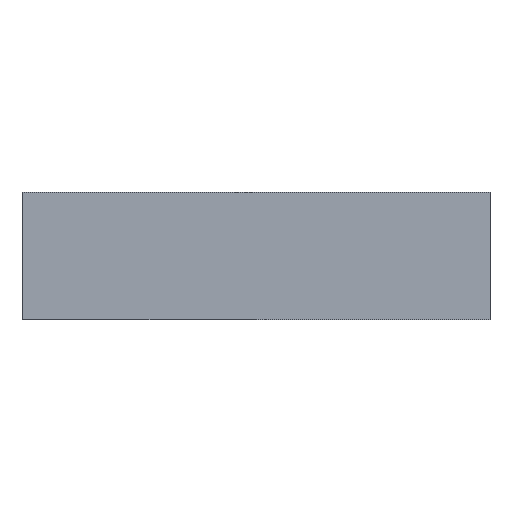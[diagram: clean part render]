
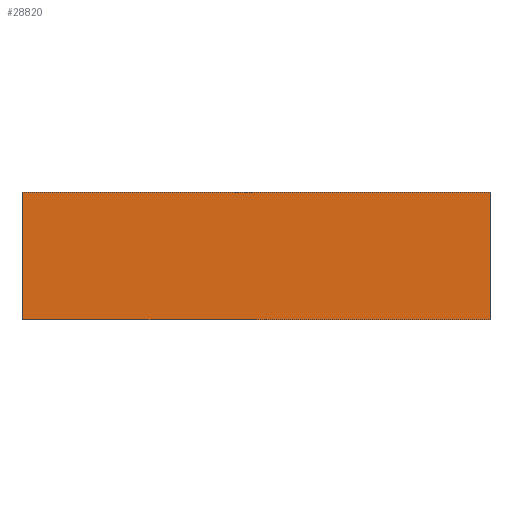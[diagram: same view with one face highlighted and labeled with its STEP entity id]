
A CAD part, front view. The second image highlights one B-rep face of the part: STEP entity #28820.
In plain terms, the highlighted planar face has unit normal (0, -1, 0).
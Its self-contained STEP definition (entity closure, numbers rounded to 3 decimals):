
#152 = ORIENTED_EDGE ( 'NONE', *, *, #34762, .T. ) ;
#1374 = CARTESIAN_POINT ( 'NONE',  ( -239., -20., -65. ) ) ;
#4043 = LINE ( 'NONE', #34010, #20443 ) ;
#4091 = DIRECTION ( 'NONE',  ( 0., 0., 1. ) ) ;
#4322 = VERTEX_POINT ( 'NONE', #1374 ) ;
#4787 = DIRECTION ( 'NONE',  ( 1., 0., 0. ) ) ;
#5145 = CARTESIAN_POINT ( 'NONE',  ( -239., -20., -65. ) ) ;
#5452 = EDGE_CURVE ( 'NONE', #26243, #4322, #4043, .T. ) ;
#7140 = VECTOR ( 'NONE', #4091, 1000. ) ;
#7471 = FACE_OUTER_BOUND ( 'NONE', #24774, .T. ) ;
#7490 = DIRECTION ( 'NONE',  ( -1., 0., 0. ) ) ;
#10460 = EDGE_CURVE ( 'NONE', #19161, #26243, #12347, .T. ) ;
#10507 = CARTESIAN_POINT ( 'NONE',  ( 0., -20., 0. ) ) ;
#12347 = LINE ( 'NONE', #31557, #16671 ) ;
#13032 = DIRECTION ( 'NONE',  ( 0., 0., -1. ) ) ;
#13063 = ORIENTED_EDGE ( 'NONE', *, *, #5452, .T. ) ;
#15465 = CARTESIAN_POINT ( 'NONE',  ( 239., -20., -65. ) ) ;
#16671 = VECTOR ( 'NONE', #7490, 1000. ) ;
#18046 = CARTESIAN_POINT ( 'NONE',  ( 239., -20., 65. ) ) ;
#18120 = CARTESIAN_POINT ( 'NONE',  ( -239., -20., 65. ) ) ;
#19161 = VERTEX_POINT ( 'NONE', #34943 ) ;
#20356 = DIRECTION ( 'NONE',  ( 0., 0., -1. ) ) ;
#20443 = VECTOR ( 'NONE', #20356, 1000. ) ;
#22893 = EDGE_CURVE ( 'NONE', #30033, #19161, #23269, .T. ) ;
#23269 = LINE ( 'NONE', #18046, #7140 ) ;
#23718 = AXIS2_PLACEMENT_3D ( 'NONE', #10507, #31885, #13032 ) ;
#23847 = VECTOR ( 'NONE', #4787, 1000. ) ;
#24774 = EDGE_LOOP ( 'NONE', ( #13063, #152, #26749, #28530 ) ) ;
#26243 = VERTEX_POINT ( 'NONE', #18120 ) ;
#26666 = LINE ( 'NONE', #5145, #23847 ) ;
#26749 = ORIENTED_EDGE ( 'NONE', *, *, #22893, .T. ) ;
#28530 = ORIENTED_EDGE ( 'NONE', *, *, #10460, .T. ) ;
#28820 = ADVANCED_FACE ( 'NONE', ( #7471 ), #35288, .T. ) ;
#30033 = VERTEX_POINT ( 'NONE', #15465 ) ;
#31557 = CARTESIAN_POINT ( 'NONE',  ( -239., -20., 65. ) ) ;
#31885 = DIRECTION ( 'NONE',  ( 0., -1., 0. ) ) ;
#34010 = CARTESIAN_POINT ( 'NONE',  ( -239., -20., 65. ) ) ;
#34762 = EDGE_CURVE ( 'NONE', #4322, #30033, #26666, .T. ) ;
#34943 = CARTESIAN_POINT ( 'NONE',  ( 239., -20., 65. ) ) ;
#35288 = PLANE ( 'NONE',  #23718 ) ;
